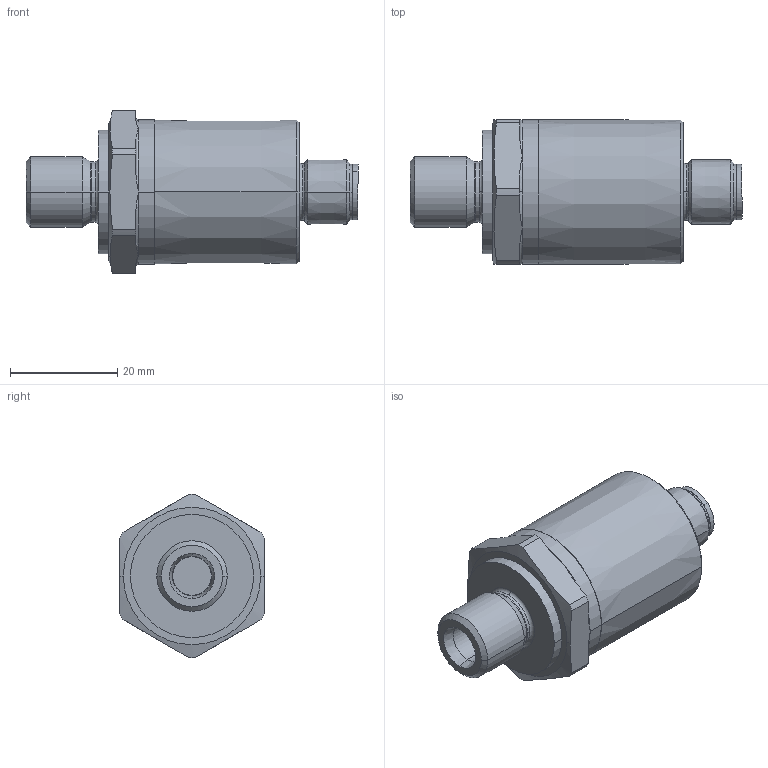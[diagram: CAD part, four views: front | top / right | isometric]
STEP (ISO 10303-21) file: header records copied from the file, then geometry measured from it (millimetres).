
FILE_DESCRIPTION(('STEP AP214'),'1');
FILE_NAME('TP38.stp','2018-02-13T09:02:56',(' '),(' '),'Spatial InterOp 3D',' ',' ');
FILE_SCHEMA(('automotive_design'));
Length unit declared in the file: millimetre
Products named in the file (4): TP38; 4 poles contact holder; Head; Enclosure
Assembly tree (3 placements, depth 2):
  TP38
    4 poles contact holder
    Head
    Enclosure
Bounding box: 62.02 x 27 x 30.5 mm (x, y, z)
Volume: 21286.9 mm3; surface area: 11028 mm2
Topology: 7 solids, 11 shells, 150 faces, 352 edges, 228 vertices
Faces by surface type: cylinder 51, cone 38, plane 37, torus 24
Entity records: 5820 total; most frequent: CARTESIAN_POINT 864, DIRECTION 852, ORIENTED_EDGE 688, AXIS2_PLACEMENT_3D 366, EDGE_CURVE 352, VERTEX_POINT 228, CIRCLE 212, EDGE_LOOP 168
